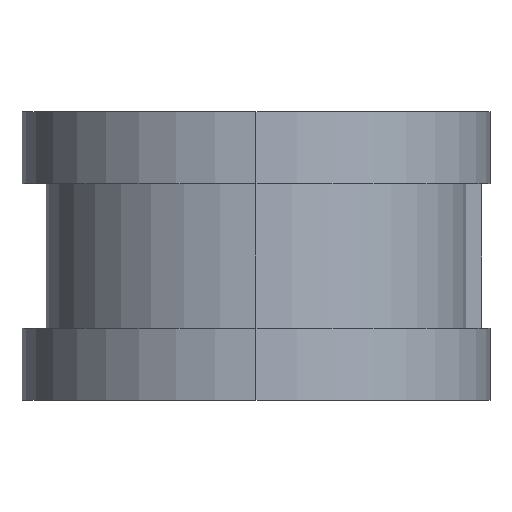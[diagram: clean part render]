
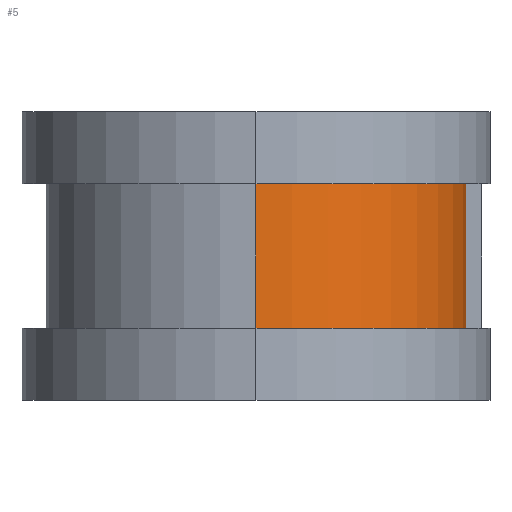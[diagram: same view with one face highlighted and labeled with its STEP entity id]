
A CAD part, left-side view. The second image highlights one B-rep face of the part: STEP entity #5.
In plain terms, the highlighted cylindrical face has radius 13.1 mm (diameter 26.2 mm), a partial arc.
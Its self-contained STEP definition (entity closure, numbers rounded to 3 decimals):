
#5 = ADVANCED_FACE ( 'NONE', ( #990 ), #361, .T. ) ;
#12 = ORIENTED_EDGE ( 'NONE', *, *, #955, .T. ) ;
#21 = DIRECTION ( 'NONE',  ( 0., -1., 0. ) ) ;
#58 = ORIENTED_EDGE ( 'NONE', *, *, #192, .T. ) ;
#61 = AXIS2_PLACEMENT_3D ( 'NONE', #1221, #370, #1115 ) ;
#95 = EDGE_CURVE ( 'NONE', #1363, #543, #1248, .T. ) ;
#128 = VERTEX_POINT ( 'NONE', #293 ) ;
#131 = EDGE_CURVE ( 'NONE', #543, #128, #634, .T. ) ;
#162 = CIRCLE ( 'NONE', #292, 13.1 ) ;
#192 = EDGE_CURVE ( 'NONE', #345, #128, #1187, .T. ) ;
#272 = CARTESIAN_POINT ( 'NONE',  ( 0., -0.6, -4.5 ) ) ;
#292 = AXIS2_PLACEMENT_3D ( 'NONE', #1020, #1500, #21 ) ;
#293 = CARTESIAN_POINT ( 'NONE',  ( -13.1, 12.5, -4.5 ) ) ;
#345 = VERTEX_POINT ( 'NONE', #1448 ) ;
#361 = CYLINDRICAL_SURFACE ( 'NONE', #61, 13.1 ) ;
#370 = DIRECTION ( 'NONE',  ( 0., 0., -1. ) ) ;
#543 = VERTEX_POINT ( 'NONE', #272 ) ;
#554 = VECTOR ( 'NONE', #1152, 1000. ) ;
#634 = CIRCLE ( 'NONE', #1039, 13.1 ) ;
#666 = DIRECTION ( 'NONE',  ( 0., 0., -1. ) ) ;
#702 = ORIENTED_EDGE ( 'NONE', *, *, #95, .F. ) ;
#847 = EDGE_LOOP ( 'NONE', ( #12, #58, #1474, #702 ) ) ;
#955 = EDGE_CURVE ( 'NONE', #1363, #345, #162, .T. ) ;
#990 = FACE_OUTER_BOUND ( 'NONE', #847, .T. ) ;
#1017 = CARTESIAN_POINT ( 'NONE',  ( 0., 12.5, -4.5 ) ) ;
#1020 = CARTESIAN_POINT ( 'NONE',  ( 0., 12.5, 4.5 ) ) ;
#1039 = AXIS2_PLACEMENT_3D ( 'NONE', #1017, #666, #1482 ) ;
#1069 = CARTESIAN_POINT ( 'NONE',  ( -13.1, 12.5, 7.5 ) ) ;
#1115 = DIRECTION ( 'NONE',  ( -1., 0., 0. ) ) ;
#1140 = DIRECTION ( 'NONE',  ( 0., 0., -1. ) ) ;
#1152 = DIRECTION ( 'NONE',  ( 0., 0., -1. ) ) ;
#1187 = LINE ( 'NONE', #1069, #554 ) ;
#1221 = CARTESIAN_POINT ( 'NONE',  ( 0., 12.5, 7.5 ) ) ;
#1248 = LINE ( 'NONE', #1271, #1435 ) ;
#1271 = CARTESIAN_POINT ( 'NONE',  ( 0., -0.6, 7.5 ) ) ;
#1276 = CARTESIAN_POINT ( 'NONE',  ( 0., -0.6, 4.5 ) ) ;
#1363 = VERTEX_POINT ( 'NONE', #1276 ) ;
#1435 = VECTOR ( 'NONE', #1140, 1000. ) ;
#1448 = CARTESIAN_POINT ( 'NONE',  ( -13.1, 12.5, 4.5 ) ) ;
#1474 = ORIENTED_EDGE ( 'NONE', *, *, #131, .F. ) ;
#1482 = DIRECTION ( 'NONE',  ( 0., -1., 0. ) ) ;
#1500 = DIRECTION ( 'NONE',  ( 0., 0., -1. ) ) ;
